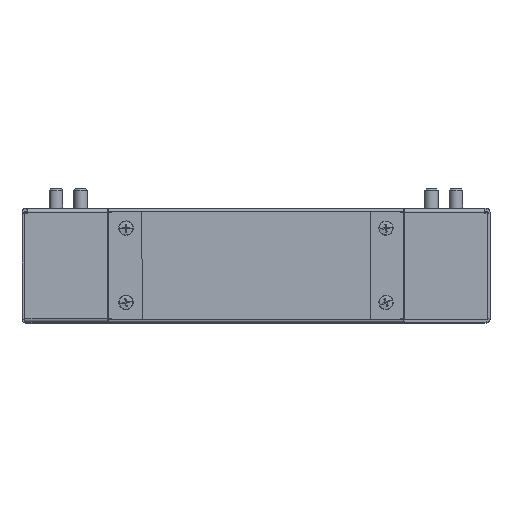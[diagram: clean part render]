
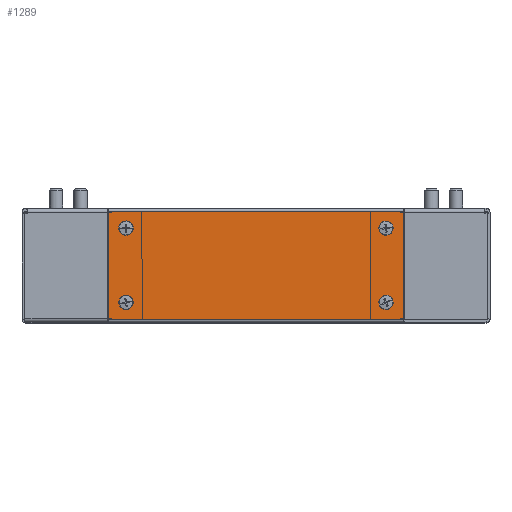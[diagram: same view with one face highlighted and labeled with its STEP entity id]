
A CAD part, top view. The second image highlights one B-rep face of the part: STEP entity #1289.
In plain terms, the highlighted planar face has unit normal (0, 0, 1).
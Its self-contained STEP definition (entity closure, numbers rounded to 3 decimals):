
#161 = AXIS2_PLACEMENT_3D ( 'NONE', #1669, #3152, #6299 ) ;
#180 = CARTESIAN_POINT ( 'NONE',  ( 0., 0., -1658.369 ) ) ;
#252 = EDGE_CURVE ( 'NONE', #3069, #8230, #4139, .T. ) ;
#256 = DIRECTION ( 'NONE',  ( 1., 0., 0. ) ) ;
#289 = EDGE_LOOP ( 'NONE', ( #6492, #1518 ) ) ;
#414 = VERTEX_POINT ( 'NONE', #8303 ) ;
#490 = DIRECTION ( 'NONE',  ( -1., 0., 0. ) ) ;
#581 = EDGE_CURVE ( 'NONE', #7456, #8129, #830, .T. ) ;
#641 = CARTESIAN_POINT ( 'NONE',  ( 11.5, 17.5, -1658.369 ) ) ;
#722 = AXIS2_PLACEMENT_3D ( 'NONE', #6202, #4805, #256 ) ;
#723 = DIRECTION ( 'NONE',  ( -1., 0., 0. ) ) ;
#830 = CIRCLE ( 'NONE', #5522, 4. ) ;
#896 = VERTEX_POINT ( 'NONE', #2562 ) ;
#952 = CARTESIAN_POINT ( 'NONE',  ( 239., 17.5, -1658.369 ) ) ;
#960 = DIRECTION ( 'NONE',  ( 1., 0., 0. ) ) ;
#974 = EDGE_LOOP ( 'NONE', ( #6857, #6420, #3986, #3742 ) ) ;
#1020 = LINE ( 'NONE', #3697, #7627 ) ;
#1027 = LINE ( 'NONE', #3667, #3370 ) ;
#1113 = CIRCLE ( 'NONE', #161, 4. ) ;
#1269 = ORIENTED_EDGE ( 'NONE', *, *, #581, .F. ) ;
#1289 = ADVANCED_FACE ( 'NONE', ( #6079, #6739, #1420, #3550, #7477 ), #1551, .T. ) ;
#1329 = CARTESIAN_POINT ( 'NONE',  ( 11.5, 82.5, -1658.369 ) ) ;
#1348 = EDGE_LOOP ( 'NONE', ( #1571, #4382 ) ) ;
#1420 = FACE_BOUND ( 'NONE', #1348, .T. ) ;
#1429 = DIRECTION ( 'NONE',  ( -1., 0., 0. ) ) ;
#1502 = AXIS2_PLACEMENT_3D ( 'NONE', #3566, #2267, #4890 ) ;
#1518 = ORIENTED_EDGE ( 'NONE', *, *, #1530, .F. ) ;
#1530 = EDGE_CURVE ( 'NONE', #6043, #7496, #1113, .T. ) ;
#1551 = PLANE ( 'NONE',  #4153 ) ;
#1555 = DIRECTION ( 'NONE',  ( -1., 0., 0. ) ) ;
#1571 = ORIENTED_EDGE ( 'NONE', *, *, #2788, .F. ) ;
#1669 = CARTESIAN_POINT ( 'NONE',  ( 243., 82.5, -1658.369 ) ) ;
#1679 = CIRCLE ( 'NONE', #722, 4. ) ;
#1879 = CARTESIAN_POINT ( 'NONE',  ( 243., 17.5, -1658.369 ) ) ;
#2064 = DIRECTION ( 'NONE',  ( 0., 0., 1. ) ) ;
#2267 = DIRECTION ( 'NONE',  ( 0., 0., 1. ) ) ;
#2562 = CARTESIAN_POINT ( 'NONE',  ( 258.5, 2.5, -1658.369 ) ) ;
#2639 = AXIS2_PLACEMENT_3D ( 'NONE', #7097, #6476, #490 ) ;
#2788 = EDGE_CURVE ( 'NONE', #3388, #7677, #5957, .T. ) ;
#2818 = VERTEX_POINT ( 'NONE', #6428 ) ;
#2946 = DIRECTION ( 'NONE',  ( 0., 0., 1. ) ) ;
#3069 = VERTEX_POINT ( 'NONE', #4546 ) ;
#3152 = DIRECTION ( 'NONE',  ( 0., 0., 1. ) ) ;
#3198 = CIRCLE ( 'NONE', #2639, 4. ) ;
#3370 = VECTOR ( 'NONE', #7680, 1000. ) ;
#3388 = VERTEX_POINT ( 'NONE', #6323 ) ;
#3453 = EDGE_CURVE ( 'NONE', #3834, #414, #1020, .T. ) ;
#3506 = CARTESIAN_POINT ( 'NONE',  ( 0., 100., -1658.369 ) ) ;
#3550 = FACE_BOUND ( 'NONE', #289, .T. ) ;
#3566 = CARTESIAN_POINT ( 'NONE',  ( 15.5, 17.5, -1658.369 ) ) ;
#3667 = CARTESIAN_POINT ( 'NONE',  ( 0., 2.5, -1658.369 ) ) ;
#3697 = CARTESIAN_POINT ( 'NONE',  ( 258.5, 97.5, -1658.369 ) ) ;
#3742 = ORIENTED_EDGE ( 'NONE', *, *, #3453, .T. ) ;
#3834 = VERTEX_POINT ( 'NONE', #8094 ) ;
#3972 = LINE ( 'NONE', #3506, #4007 ) ;
#3986 = ORIENTED_EDGE ( 'NONE', *, *, #5212, .T. ) ;
#4007 = VECTOR ( 'NONE', #5259, 1000. ) ;
#4139 = CIRCLE ( 'NONE', #1502, 4. ) ;
#4153 = AXIS2_PLACEMENT_3D ( 'NONE', #180, #6213, #5530 ) ;
#4294 = DIRECTION ( 'NONE',  ( -1., 0., 0. ) ) ;
#4304 = CIRCLE ( 'NONE', #6239, 4. ) ;
#4325 = CIRCLE ( 'NONE', #7367, 4. ) ;
#4382 = ORIENTED_EDGE ( 'NONE', *, *, #8081, .F. ) ;
#4457 = EDGE_LOOP ( 'NONE', ( #7196, #7616 ) ) ;
#4546 = CARTESIAN_POINT ( 'NONE',  ( 19.5, 17.5, -1658.369 ) ) ;
#4608 = CARTESIAN_POINT ( 'NONE',  ( 19.5, 82.5, -1658.369 ) ) ;
#4774 = EDGE_CURVE ( 'NONE', #7496, #6043, #4325, .T. ) ;
#4805 = DIRECTION ( 'NONE',  ( 0., 0., 1. ) ) ;
#4890 = DIRECTION ( 'NONE',  ( 1., 0., 0. ) ) ;
#5212 = EDGE_CURVE ( 'NONE', #896, #3834, #7634, .T. ) ;
#5234 = EDGE_CURVE ( 'NONE', #2818, #896, #1027, .T. ) ;
#5259 = DIRECTION ( 'NONE',  ( 0., -1., 0. ) ) ;
#5522 = AXIS2_PLACEMENT_3D ( 'NONE', #7988, #2064, #1429 ) ;
#5530 = DIRECTION ( 'NONE',  ( 1., 0., 0. ) ) ;
#5690 = CARTESIAN_POINT ( 'NONE',  ( 258.5, 100., -1658.369 ) ) ;
#5719 = VECTOR ( 'NONE', #7032, 1000. ) ;
#5821 = AXIS2_PLACEMENT_3D ( 'NONE', #7481, #6138, #1555 ) ;
#5957 = CIRCLE ( 'NONE', #5821, 4. ) ;
#6043 = VERTEX_POINT ( 'NONE', #7010 ) ;
#6079 = FACE_BOUND ( 'NONE', #7015, .T. ) ;
#6138 = DIRECTION ( 'NONE',  ( 0., 0., 1. ) ) ;
#6202 = CARTESIAN_POINT ( 'NONE',  ( 15.5, 17.5, -1658.369 ) ) ;
#6213 = DIRECTION ( 'NONE',  ( 0., 0., 1. ) ) ;
#6239 = AXIS2_PLACEMENT_3D ( 'NONE', #1879, #6635, #723 ) ;
#6299 = DIRECTION ( 'NONE',  ( 1., 0., 0. ) ) ;
#6323 = CARTESIAN_POINT ( 'NONE',  ( 247., 17.5, -1658.369 ) ) ;
#6420 = ORIENTED_EDGE ( 'NONE', *, *, #5234, .T. ) ;
#6428 = CARTESIAN_POINT ( 'NONE',  ( 0., 2.5, -1658.369 ) ) ;
#6476 = DIRECTION ( 'NONE',  ( 0., 0., 1. ) ) ;
#6484 = EDGE_CURVE ( 'NONE', #414, #2818, #3972, .T. ) ;
#6492 = ORIENTED_EDGE ( 'NONE', *, *, #4774, .F. ) ;
#6635 = DIRECTION ( 'NONE',  ( 0., 0., 1. ) ) ;
#6739 = FACE_BOUND ( 'NONE', #4457, .T. ) ;
#6850 = CARTESIAN_POINT ( 'NONE',  ( 243., 82.5, -1658.369 ) ) ;
#6857 = ORIENTED_EDGE ( 'NONE', *, *, #6484, .T. ) ;
#7010 = CARTESIAN_POINT ( 'NONE',  ( 239., 82.5, -1658.369 ) ) ;
#7015 = EDGE_LOOP ( 'NONE', ( #1269, #7109 ) ) ;
#7032 = DIRECTION ( 'NONE',  ( 0., 1., 0. ) ) ;
#7097 = CARTESIAN_POINT ( 'NONE',  ( 15.5, 82.5, -1658.369 ) ) ;
#7109 = ORIENTED_EDGE ( 'NONE', *, *, #7389, .F. ) ;
#7196 = ORIENTED_EDGE ( 'NONE', *, *, #252, .F. ) ;
#7301 = CARTESIAN_POINT ( 'NONE',  ( 247., 82.5, -1658.369 ) ) ;
#7367 = AXIS2_PLACEMENT_3D ( 'NONE', #6850, #2946, #960 ) ;
#7389 = EDGE_CURVE ( 'NONE', #8129, #7456, #3198, .T. ) ;
#7456 = VERTEX_POINT ( 'NONE', #4608 ) ;
#7477 = FACE_OUTER_BOUND ( 'NONE', #974, .T. ) ;
#7481 = CARTESIAN_POINT ( 'NONE',  ( 243., 17.5, -1658.369 ) ) ;
#7496 = VERTEX_POINT ( 'NONE', #7301 ) ;
#7616 = ORIENTED_EDGE ( 'NONE', *, *, #8278, .F. ) ;
#7627 = VECTOR ( 'NONE', #4294, 1000. ) ;
#7634 = LINE ( 'NONE', #5690, #5719 ) ;
#7677 = VERTEX_POINT ( 'NONE', #952 ) ;
#7680 = DIRECTION ( 'NONE',  ( 1., 0., 0. ) ) ;
#7988 = CARTESIAN_POINT ( 'NONE',  ( 15.5, 82.5, -1658.369 ) ) ;
#8081 = EDGE_CURVE ( 'NONE', #7677, #3388, #4304, .T. ) ;
#8094 = CARTESIAN_POINT ( 'NONE',  ( 258.5, 97.5, -1658.369 ) ) ;
#8129 = VERTEX_POINT ( 'NONE', #1329 ) ;
#8230 = VERTEX_POINT ( 'NONE', #641 ) ;
#8278 = EDGE_CURVE ( 'NONE', #8230, #3069, #1679, .T. ) ;
#8303 = CARTESIAN_POINT ( 'NONE',  ( 0., 97.5, -1658.369 ) ) ;
